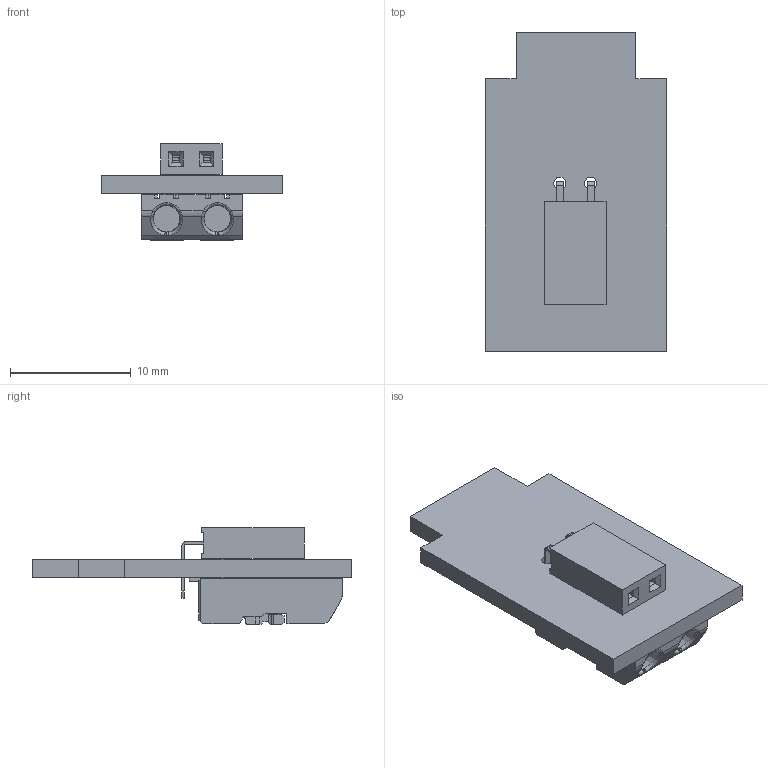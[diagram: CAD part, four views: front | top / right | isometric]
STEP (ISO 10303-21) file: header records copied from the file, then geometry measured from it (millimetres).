
FILE_DESCRIPTION(('KiCad electronic assembly'),'2;1');
FILE_NAME('PLAQUITA CHIQUITITA.step','2025-06-18T11:27:27',('Pcbnew'),( 'Kicad'),'Open CASCADE STEP processor 7.8','KiCad to STEP converter' ,'Unknown');
FILE_SCHEMA(('AUTOMOTIVE_DESIGN { 1 0 10303 214 1 1 1 1 }'));
Length unit declared in the file: millimetre
Products named in the file (6): PLAQUITA CHIQUITITA 1; PinSocket_1x02_P2.54mm_Horizontal; 104238-0210; SOLID; COMPOUND; ml-hardware_PCB
Assembly tree (5 placements, depth 3):
  PLAQUITA CHIQUITITA 1
    PinSocket_1x02_P2.54mm_Horizontal
    104238-0210
      SOLID
      COMPOUND
    ml-hardware_PCB
Bounding box: 14.99 x 26.39 x 8 mm (x, y, z)
Volume: 971.8 mm3; surface area: 1549.4 mm2
Topology: 3 solids, 3 shells, 357 faces, 1016 edges, 690 vertices
Faces by surface type: bspline 273, plane 78, cylinder 6
Full cylindrical faces by diameter (mm): 1 x2
Entity records: 12493 total; most frequent: CARTESIAN_POINT 4920, ORIENTED_EDGE 1998, EDGE_CURVE 999, B_SPLINE_CURVE_WITH_KNOTS 692, VERTEX_POINT 656, DIRECTION 412, FACE_BOUND 369, EDGE_LOOP 369
